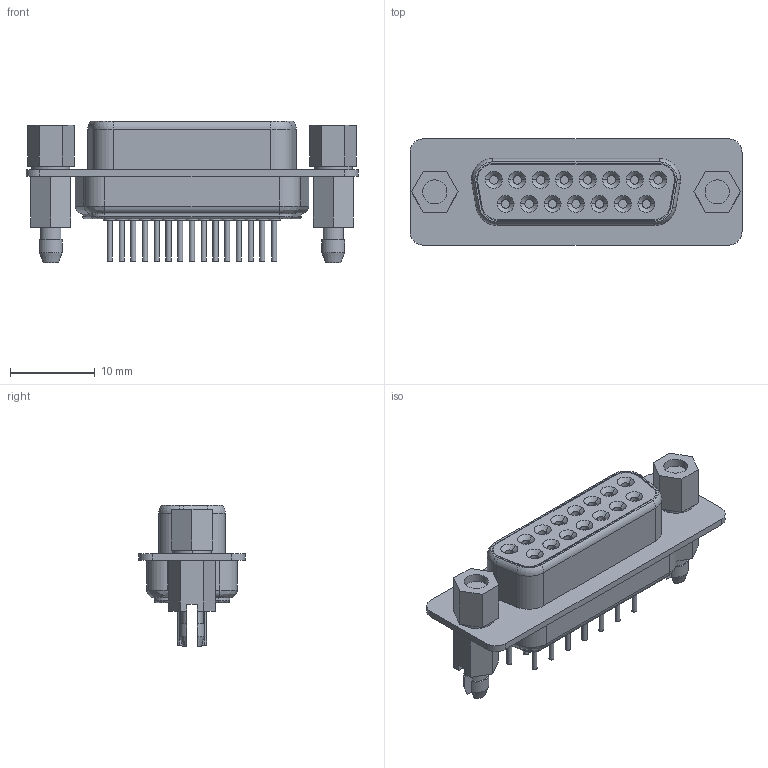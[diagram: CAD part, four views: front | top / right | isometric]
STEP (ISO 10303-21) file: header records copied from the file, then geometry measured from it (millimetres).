
FILE_DESCRIPTION (( 'STEP AP214' ), '1' );
FILE_NAME ('DB15-TH_TE_2301840-1.step', '2022-08-04T02:32:36', ( '' ), ( '' ), 'SwSTEP 2.0', 'SolidWorks 2020', '' );
FILE_SCHEMA (( 'AUTOMOTIVE_DESIGN' ));
Length unit declared in the file: millimetre
Products named in the file (1): DB15-TH_TE_2301840-1
Bounding box: 39.18 x 12.55 x 16.7 mm (x, y, z)
Volume: 3220.6 mm3; surface area: 2724.3 mm2
Topology: 14 solids, 14 shells, 607 faces, 1482 edges, 967 vertices
Faces by surface type: plane 300, cylinder 147, bspline 120, cone 34, torus 6
Entity records: 24859 total; most frequent: CARTESIAN_POINT 4929, ORIENTED_EDGE 2964, DIRECTION 2512, EDGE_CURVE 1482, VERTEX_POINT 967, LINE 862, VECTOR 862, AXIS2_PLACEMENT_3D 825
